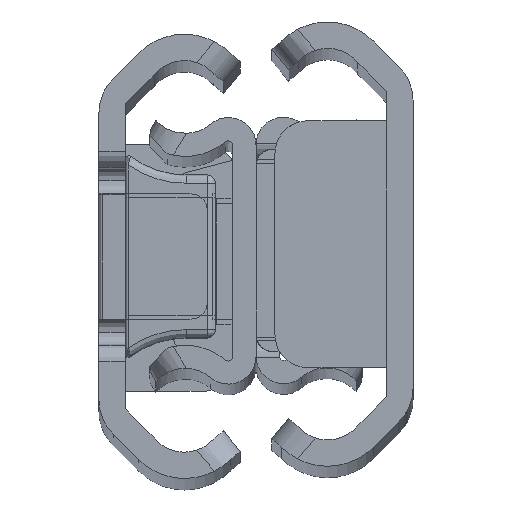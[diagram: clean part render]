
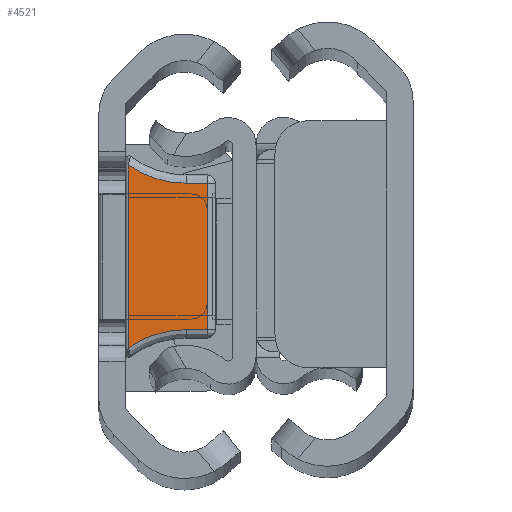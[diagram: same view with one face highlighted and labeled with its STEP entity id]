
A CAD part, top view. The second image highlights one B-rep face of the part: STEP entity #4521.
In plain terms, the highlighted planar face has unit normal (0, 0, 1).
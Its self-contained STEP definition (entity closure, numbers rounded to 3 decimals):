
#237 = ORIENTED_EDGE ( 'NONE', *, *, #4700, .T. ) ;
#264 = VERTEX_POINT ( 'NONE', #2776 ) ;
#381 = CARTESIAN_POINT ( 'NONE',  ( 4.45, 3.7, 0. ) ) ;
#398 = DIRECTION ( 'NONE',  ( 1., 0., 0. ) ) ;
#698 = VERTEX_POINT ( 'NONE', #6163 ) ;
#703 = DIRECTION ( 'NONE',  ( 0., 0., -1. ) ) ;
#738 = DIRECTION ( 'NONE',  ( -1., 0., 0. ) ) ;
#1029 = AXIS2_PLACEMENT_3D ( 'NONE', #4841, #7084, #398 ) ;
#1450 = EDGE_CURVE ( 'NONE', #3899, #2856, #2625, .T. ) ;
#1696 = DIRECTION ( 'NONE',  ( 0., -1., 0. ) ) ;
#1740 = CARTESIAN_POINT ( 'NONE',  ( -5.556, 0.2, 0. ) ) ;
#1916 = CARTESIAN_POINT ( 'NONE',  ( 10.539, 3.7, 0. ) ) ;
#1969 = CIRCLE ( 'NONE', #3866, 6.089 ) ;
#2149 = CARTESIAN_POINT ( 'NONE',  ( 10.539, 0.2, 0. ) ) ;
#2183 = CIRCLE ( 'NONE', #4673, 6.089 ) ;
#2379 = ORIENTED_EDGE ( 'NONE', *, *, #2720, .T. ) ;
#2417 = CARTESIAN_POINT ( 'NONE',  ( 4.45, 5., 0. ) ) ;
#2625 = LINE ( 'NONE', #2149, #6437 ) ;
#2720 = EDGE_CURVE ( 'NONE', #2856, #264, #2183, .T. ) ;
#2776 = CARTESIAN_POINT ( 'NONE',  ( 4.45, 3.7, 0. ) ) ;
#2781 = ORIENTED_EDGE ( 'NONE', *, *, #3320, .T. ) ;
#2794 = EDGE_CURVE ( 'NONE', #5342, #5551, #5242, .T. ) ;
#2856 = VERTEX_POINT ( 'NONE', #4239 ) ;
#3009 = ORIENTED_EDGE ( 'NONE', *, *, #1450, .T. ) ;
#3299 = DIRECTION ( 'NONE',  ( 1., 0., 0. ) ) ;
#3311 = DIRECTION ( 'NONE',  ( 0., 0., -1. ) ) ;
#3320 = EDGE_CURVE ( 'NONE', #264, #5342, #6143, .T. ) ;
#3383 = DIRECTION ( 'NONE',  ( 1., 0., 0. ) ) ;
#3866 = AXIS2_PLACEMENT_3D ( 'NONE', #6748, #3311, #3383 ) ;
#3899 = VERTEX_POINT ( 'NONE', #1740 ) ;
#4229 = CARTESIAN_POINT ( 'NONE',  ( -4.45, 5., 0. ) ) ;
#4239 = CARTESIAN_POINT ( 'NONE',  ( 5.556, 0.2, 0. ) ) ;
#4349 = PLANE ( 'NONE',  #1029 ) ;
#4419 = VECTOR ( 'NONE', #738, 1000. ) ;
#4521 = ADVANCED_FACE ( 'NONE', ( #5464 ), #4349, .T. ) ;
#4673 = AXIS2_PLACEMENT_3D ( 'NONE', #1916, #703, #5279 ) ;
#4700 = EDGE_CURVE ( 'NONE', #5551, #698, #4953, .T. ) ;
#4841 = CARTESIAN_POINT ( 'NONE',  ( 10.539, 3.7, 0. ) ) ;
#4953 = LINE ( 'NONE', #5651, #6812 ) ;
#5166 = EDGE_CURVE ( 'NONE', #698, #3899, #1969, .T. ) ;
#5242 = LINE ( 'NONE', #6901, #4419 ) ;
#5279 = DIRECTION ( 'NONE',  ( 1., 0., 0. ) ) ;
#5342 = VERTEX_POINT ( 'NONE', #2417 ) ;
#5464 = FACE_OUTER_BOUND ( 'NONE', #5477, .T. ) ;
#5477 = EDGE_LOOP ( 'NONE', ( #6250, #3009, #2379, #2781, #6955, #237 ) ) ;
#5551 = VERTEX_POINT ( 'NONE', #4229 ) ;
#5651 = CARTESIAN_POINT ( 'NONE',  ( -4.45, 3.7, 0. ) ) ;
#5860 = VECTOR ( 'NONE', #7097, 1000. ) ;
#6143 = LINE ( 'NONE', #381, #5860 ) ;
#6163 = CARTESIAN_POINT ( 'NONE',  ( -4.45, 3.7, 0. ) ) ;
#6250 = ORIENTED_EDGE ( 'NONE', *, *, #5166, .T. ) ;
#6437 = VECTOR ( 'NONE', #3299, 1000. ) ;
#6748 = CARTESIAN_POINT ( 'NONE',  ( -10.539, 3.7, 0. ) ) ;
#6812 = VECTOR ( 'NONE', #1696, 1000. ) ;
#6901 = CARTESIAN_POINT ( 'NONE',  ( 10.539, 5., 0. ) ) ;
#6955 = ORIENTED_EDGE ( 'NONE', *, *, #2794, .T. ) ;
#7084 = DIRECTION ( 'NONE',  ( 0., 0., 1. ) ) ;
#7097 = DIRECTION ( 'NONE',  ( 0., 1., 0. ) ) ;
